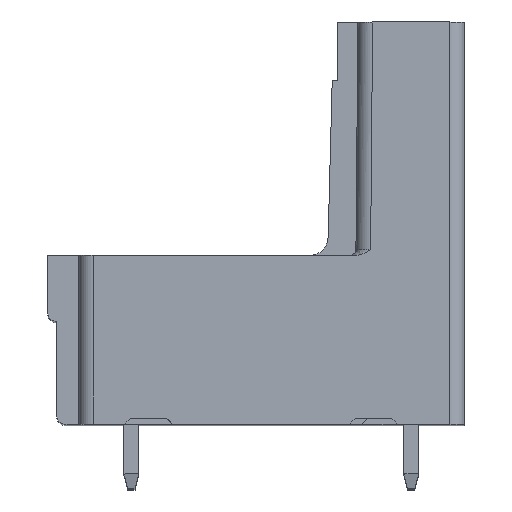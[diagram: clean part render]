
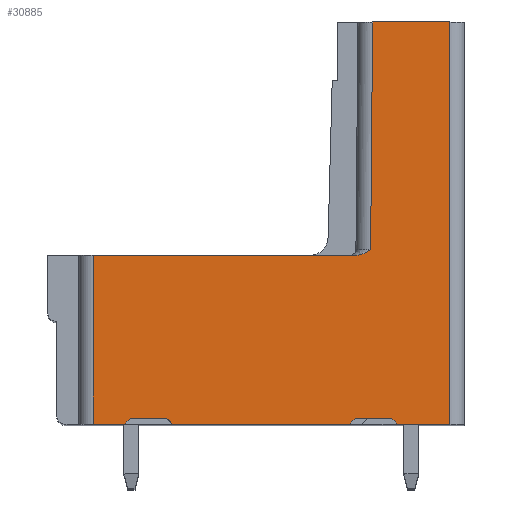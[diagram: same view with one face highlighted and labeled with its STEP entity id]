
A CAD part, top view. The second image highlights one B-rep face of the part: STEP entity #30885.
In plain terms, the highlighted planar face has unit normal (0, 0, 1).
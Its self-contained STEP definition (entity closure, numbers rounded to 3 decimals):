
#3131=DIRECTION('',(1.,0.,0.));
#3132=VECTOR('',#3131,2.85);
#3133=CARTESIAN_POINT('',(-3.644,0.,
-76.923));
#3134=LINE('',#3133,#3132);
#6181=CARTESIAN_POINT('',(-5.857,9.2,
-76.923));
#6500=DIRECTION('',(1.,0.,0.));
#6501=VECTOR('',#6500,2.);
#6502=CARTESIAN_POINT('',(-18.194,0.3,-76.923));
#6503=LINE('',#6502,#6501);
#6508=DIRECTION('',(1.,0.,0.));
#6509=VECTOR('',#6508,14.337);
#6510=CARTESIAN_POINT('',(-20.194,9.2,
-76.923));
#6511=LINE('',#6510,#6509);
#6512=CARTESIAN_POINT('',(-5.857,9.2,
-76.923));
#6513=CARTESIAN_POINT('',(-5.825,9.2,
-76.923));
#6514=CARTESIAN_POINT('',(-5.757,9.204,
-76.923));
#6515=CARTESIAN_POINT('',(-5.644,9.227,
-76.923));
#6516=CARTESIAN_POINT('',(-5.523,9.268,
-76.923));
#6517=CARTESIAN_POINT('',(-5.393,9.328,
-76.923));
#6518=CARTESIAN_POINT('',(-5.255,9.405,
-76.923));
#6519=CARTESIAN_POINT('',(-5.154,9.467,
-76.923));
#6520=CARTESIAN_POINT('',(-5.102,9.5,
-76.923));
#6522=DIRECTION('',(0.009,1.,0.));
#6523=VECTOR('',#6522,12.4);
#6524=CARTESIAN_POINT('',(-5.102,9.5,
-76.923));
#6525=LINE('',#6524,#6523);
#6526=DIRECTION('',(1.,0.,0.));
#6527=VECTOR('',#6526,4.2);
#6528=CARTESIAN_POINT('',(-4.994,21.9,-76.923));
#6529=LINE('',#6528,#6527);
#6530=DIRECTION('',(-0.707,0.707,0.));
#6531=VECTOR('',#6530,0.424);
#6532=CARTESIAN_POINT('',(-3.644,0.,
-76.923));
#6533=LINE('',#6532,#6531);
#6534=DIRECTION('',(-0.707,-0.707,0.));
#6535=VECTOR('',#6534,0.424);
#6536=CARTESIAN_POINT('',(-5.944,0.3,
-76.923));
#6537=LINE('',#6536,#6535);
#6538=DIRECTION('',(-1.,0.,0.));
#6539=VECTOR('',#6538,9.65);
#6540=CARTESIAN_POINT('',(-6.244,0.,
-76.923));
#6541=LINE('',#6540,#6539);
#6542=DIRECTION('',(-0.707,0.707,0.));
#6543=VECTOR('',#6542,0.424);
#6544=CARTESIAN_POINT('',(-15.894,0.,
-76.923));
#6545=LINE('',#6544,#6543);
#6546=DIRECTION('',(-0.707,-0.707,0.));
#6547=VECTOR('',#6546,0.424);
#6548=CARTESIAN_POINT('',(-18.194,0.3,-76.923));
#6549=LINE('',#6548,#6547);
#6550=DIRECTION('',(-1.,0.,0.));
#6551=VECTOR('',#6550,1.7);
#6552=CARTESIAN_POINT('',(-18.494,0.,
-76.923));
#6553=LINE('',#6552,#6551);
#6554=DIRECTION('',(0.,1.,0.));
#6555=VECTOR('',#6554,9.2);
#6556=CARTESIAN_POINT('',(-20.194,0.,
-76.923));
#6557=LINE('',#6556,#6555);
#7578=DIRECTION('',(1.,0.,0.));
#7579=VECTOR('',#7578,2.);
#7580=CARTESIAN_POINT('',(-5.944,0.3,
-76.923));
#7581=LINE('',#7580,#7579);
#12508=DIRECTION('',(0.,1.,0.));
#12509=VECTOR('',#12508,21.9);
#12510=CARTESIAN_POINT('',(-0.794,0.,
-76.923));
#12511=LINE('',#12510,#12509);
#17495=CARTESIAN_POINT('',(-0.794,21.9,-76.923));
#17496=VERTEX_POINT('',#17495);
#17497=CARTESIAN_POINT('',(-4.994,21.9,-76.923));
#17498=VERTEX_POINT('',#17497);
#17542=CARTESIAN_POINT('',(-20.194,0.,
-76.923));
#17543=VERTEX_POINT('',#17542);
#17544=CARTESIAN_POINT('',(-18.494,0.,
-76.923));
#17545=VERTEX_POINT('',#17544);
#17558=CARTESIAN_POINT('',(-15.894,0.,
-76.923));
#17559=VERTEX_POINT('',#17558);
#17560=CARTESIAN_POINT('',(-6.244,0.,
-76.923));
#17561=VERTEX_POINT('',#17560);
#17582=CARTESIAN_POINT('',(-3.644,0.,
-76.923));
#17583=VERTEX_POINT('',#17582);
#17584=CARTESIAN_POINT('',(-0.794,0.,
-76.923));
#17585=VERTEX_POINT('',#17584);
#17694=VERTEX_POINT('',#6181);
#17695=CARTESIAN_POINT('',(-20.194,9.2,
-76.923));
#17696=VERTEX_POINT('',#17695);
#17886=CARTESIAN_POINT('',(-16.194,0.3,
-76.923));
#17887=VERTEX_POINT('',#17886);
#17888=CARTESIAN_POINT('',(-18.194,0.3,-76.923));
#17889=VERTEX_POINT('',#17888);
#17890=VERTEX_POINT('',#6520);
#17891=CARTESIAN_POINT('',(-3.944,0.3,
-76.923));
#17892=VERTEX_POINT('',#17891);
#17893=CARTESIAN_POINT('',(-5.944,0.3,
-76.923));
#17894=VERTEX_POINT('',#17893);
#30855=CARTESIAN_POINT('',(-6.202,9.5,-76.923));
#30856=DIRECTION('',(0.,0.,1.));
#30857=DIRECTION('',(-1.,0.,0.));
#30858=AXIS2_PLACEMENT_3D('',#30855,#30856,#30857);
#30859=PLANE('',#30858);
#30860=ORIENTED_EDGE('',*,*,#30022,.T.);
#30862=ORIENTED_EDGE('',*,*,#30861,.T.);
#30864=ORIENTED_EDGE('',*,*,#30863,.T.);
#30866=ORIENTED_EDGE('',*,*,#30865,.T.);
#30868=ORIENTED_EDGE('',*,*,#30867,.F.);
#30869=ORIENTED_EDGE('',*,*,#25915,.F.);
#30871=ORIENTED_EDGE('',*,*,#30870,.T.);
#30873=ORIENTED_EDGE('',*,*,#30872,.F.);
#30875=ORIENTED_EDGE('',*,*,#30874,.T.);
#30876=ORIENTED_EDGE('',*,*,#25891,.T.);
#30877=ORIENTED_EDGE('',*,*,#30822,.T.);
#30878=ORIENTED_EDGE('',*,*,#30836,.F.);
#30879=ORIENTED_EDGE('',*,*,#30849,.T.);
#30880=ORIENTED_EDGE('',*,*,#25875,.T.);
#30882=ORIENTED_EDGE('',*,*,#30881,.T.);
#30883=EDGE_LOOP('',(#30860,#30862,#30864,#30866,#30868,#30869,#30871,#30873,
#30875,#30876,#30877,#30878,#30879,#30880,#30882));
#30884=FACE_OUTER_BOUND('',#30883,.F.);
#30885=ADVANCED_FACE('',(#30884),#30859,.T.);
#6521=B_SPLINE_CURVE_WITH_KNOTS('',3,(#6512,#6513,#6514,#6515,#6516,#6517,#6518,
#6519,#6520),.UNSPECIFIED.,.F.,.F.,(4,1,1,1,1,1,4),(0.,0.167,
0.333,0.5,0.667,0.833,1.),
.UNSPECIFIED.);
#25875=EDGE_CURVE('',#17545,#17543,#6553,.T.);
#25891=EDGE_CURVE('',#17561,#17559,#6541,.T.);
#25915=EDGE_CURVE('',#17583,#17585,#3134,.T.);
#30022=EDGE_CURVE('',#17696,#17694,#6511,.T.);
#30822=EDGE_CURVE('',#17559,#17887,#6545,.T.);
#30836=EDGE_CURVE('',#17889,#17887,#6503,.T.);
#30849=EDGE_CURVE('',#17889,#17545,#6549,.T.);
#30861=EDGE_CURVE('',#17694,#17890,#6521,.T.);
#30863=EDGE_CURVE('',#17890,#17498,#6525,.T.);
#30865=EDGE_CURVE('',#17498,#17496,#6529,.T.);
#30867=EDGE_CURVE('',#17585,#17496,#12511,.T.);
#30870=EDGE_CURVE('',#17583,#17892,#6533,.T.);
#30872=EDGE_CURVE('',#17894,#17892,#7581,.T.);
#30874=EDGE_CURVE('',#17894,#17561,#6537,.T.);
#30881=EDGE_CURVE('',#17543,#17696,#6557,.T.);
